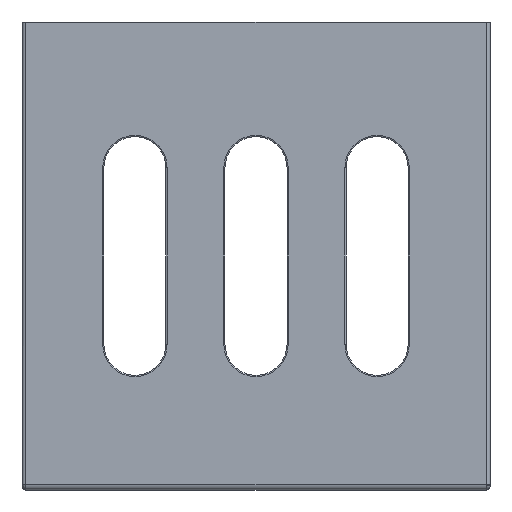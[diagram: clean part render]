
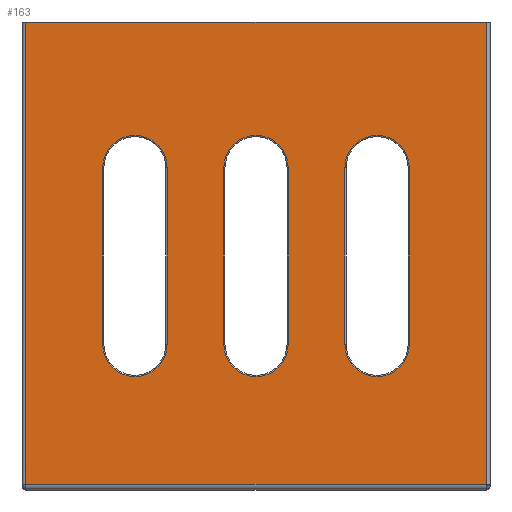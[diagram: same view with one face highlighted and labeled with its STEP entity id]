
A CAD part, front view. The second image highlights one B-rep face of the part: STEP entity #163.
In plain terms, the highlighted planar face has unit normal (0, -1, 0).
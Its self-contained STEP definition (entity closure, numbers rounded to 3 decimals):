
#163 = ADVANCED_FACE( '', ( #419, #420, #421, #422 ), #423, .T. );
#419 = FACE_BOUND( '', #771, .T. );
#420 = FACE_BOUND( '', #772, .T. );
#421 = FACE_BOUND( '', #773, .T. );
#422 = FACE_OUTER_BOUND( '', #774, .T. );
#423 = PLANE( '', #775 );
#771 = EDGE_LOOP( '', ( #1469, #1470, #1471, #1472 ) );
#772 = EDGE_LOOP( '', ( #1473, #1474, #1475, #1476 ) );
#773 = EDGE_LOOP( '', ( #1477, #1478, #1479, #1480 ) );
#774 = EDGE_LOOP( '', ( #1481, #1482, #1483, #1484 ) );
#775 = AXIS2_PLACEMENT_3D( '', #1485, #1486, #1487 );
#1469 = ORIENTED_EDGE( '', *, *, #2370, .T. );
#1470 = ORIENTED_EDGE( '', *, *, #2371, .T. );
#1471 = ORIENTED_EDGE( '', *, *, #2372, .T. );
#1472 = ORIENTED_EDGE( '', *, *, #2373, .T. );
#1473 = ORIENTED_EDGE( '', *, *, #2374, .T. );
#1474 = ORIENTED_EDGE( '', *, *, #2294, .T. );
#1475 = ORIENTED_EDGE( '', *, *, #2375, .T. );
#1476 = ORIENTED_EDGE( '', *, *, #2376, .T. );
#1477 = ORIENTED_EDGE( '', *, *, #2377, .T. );
#1478 = ORIENTED_EDGE( '', *, *, #2378, .T. );
#1479 = ORIENTED_EDGE( '', *, *, #2379, .T. );
#1480 = ORIENTED_EDGE( '', *, *, #2380, .T. );
#1481 = ORIENTED_EDGE( '', *, *, #2381, .T. );
#1482 = ORIENTED_EDGE( '', *, *, #2382, .T. );
#1483 = ORIENTED_EDGE( '', *, *, #2383, .T. );
#1484 = ORIENTED_EDGE( '', *, *, #2367, .T. );
#1485 = CARTESIAN_POINT( '', ( 0., 0., 0. ) );
#1486 = DIRECTION( '', ( 0., -1., 0. ) );
#1487 = DIRECTION( '', ( 0., 0., -1. ) );
#2294 = EDGE_CURVE( '', #2661, #2666, #2668, .T. );
#2367 = EDGE_CURVE( '', #2796, #2794, #2797, .T. );
#2370 = EDGE_CURVE( '', #2800, #2801, #2802, .F. );
#2371 = EDGE_CURVE( '', #2801, #2803, #2804, .T. );
#2372 = EDGE_CURVE( '', #2803, #2805, #2806, .F. );
#2373 = EDGE_CURVE( '', #2805, #2800, #2807, .T. );
#2374 = EDGE_CURVE( '', #2808, #2661, #2809, .F. );
#2375 = EDGE_CURVE( '', #2666, #2810, #2811, .F. );
#2376 = EDGE_CURVE( '', #2810, #2808, #2812, .T. );
#2377 = EDGE_CURVE( '', #2813, #2814, #2815, .F. );
#2378 = EDGE_CURVE( '', #2814, #2816, #2817, .F. );
#2379 = EDGE_CURVE( '', #2816, #2818, #2819, .F. );
#2380 = EDGE_CURVE( '', #2818, #2813, #2820, .F. );
#2381 = EDGE_CURVE( '', #2794, #2821, #2822, .T. );
#2382 = EDGE_CURVE( '', #2821, #2823, #2824, .T. );
#2383 = EDGE_CURVE( '', #2823, #2796, #2825, .T. );
#2661 = VERTEX_POINT( '', #3181 );
#2666 = VERTEX_POINT( '', #3187 );
#2668 = LINE( '', #3189, #3190 );
#2794 = VERTEX_POINT( '', #3395 );
#2796 = VERTEX_POINT( '', #3400 );
#2797 = LINE( '', #3401, #3402 );
#2800 = VERTEX_POINT( '', #3405 );
#2801 = VERTEX_POINT( '', #3406 );
#2802 = CIRCLE( '', #3407, 2.75 );
#2803 = VERTEX_POINT( '', #3408 );
#2804 = LINE( '', #3409, #3410 );
#2805 = VERTEX_POINT( '', #3411 );
#2806 = CIRCLE( '', #3412, 2.75 );
#2807 = LINE( '', #3413, #3414 );
#2808 = VERTEX_POINT( '', #3415 );
#2809 = CIRCLE( '', #3416, 2.75 );
#2810 = VERTEX_POINT( '', #3417 );
#2811 = CIRCLE( '', #3418, 2.75 );
#2812 = LINE( '', #3419, #3420 );
#2813 = VERTEX_POINT( '', #3421 );
#2814 = VERTEX_POINT( '', #3422 );
#2815 = LINE( '', #3423, #3424 );
#2816 = VERTEX_POINT( '', #3425 );
#2817 = CIRCLE( '', #3426, 2.75 );
#2818 = VERTEX_POINT( '', #3427 );
#2819 = LINE( '', #3428, #3429 );
#2820 = CIRCLE( '', #3430, 2.75 );
#2821 = VERTEX_POINT( '', #3431 );
#2822 = LINE( '', #3432, #3433 );
#2823 = VERTEX_POINT( '', #3434 );
#2824 = LINE( '', #3435, #3436 );
#2825 = LINE( '', #3437, #3438 );
#3181 = CARTESIAN_POINT( '', ( 33.1, 0., 27.55 ) );
#3187 = CARTESIAN_POINT( '', ( 33.1, 0., 12.45 ) );
#3189 = CARTESIAN_POINT( '', ( 33.1, 0., 0. ) );
#3190 = VECTOR( '', #4007, 1000. );
#3395 = CARTESIAN_POINT( '', ( 0.3, 0., 0.5 ) );
#3400 = CARTESIAN_POINT( '', ( 0.3, 0., 40. ) );
#3401 = CARTESIAN_POINT( '', ( 0.3, 0., 0. ) );
#3402 = VECTOR( '', #4110, 1000. );
#3405 = CARTESIAN_POINT( '', ( 17.25, 0., 27.55 ) );
#3406 = CARTESIAN_POINT( '', ( 22.75, 0., 27.55 ) );
#3407 = AXIS2_PLACEMENT_3D( '', #4114, #4115, #4116 );
#3408 = CARTESIAN_POINT( '', ( 22.75, 0., 12.45 ) );
#3409 = CARTESIAN_POINT( '', ( 22.75, 0., 0. ) );
#3410 = VECTOR( '', #4117, 1000. );
#3411 = CARTESIAN_POINT( '', ( 17.25, 0., 12.45 ) );
#3412 = AXIS2_PLACEMENT_3D( '', #4118, #4119, #4120 );
#3413 = CARTESIAN_POINT( '', ( 17.25, 0., 0. ) );
#3414 = VECTOR( '', #4121, 1000. );
#3415 = CARTESIAN_POINT( '', ( 27.6, 0., 27.55 ) );
#3416 = AXIS2_PLACEMENT_3D( '', #4122, #4123, #4124 );
#3417 = CARTESIAN_POINT( '', ( 27.6, 0., 12.45 ) );
#3418 = AXIS2_PLACEMENT_3D( '', #4125, #4126, #4127 );
#3419 = CARTESIAN_POINT( '', ( 27.6, 0., 0. ) );
#3420 = VECTOR( '', #4128, 1000. );
#3421 = CARTESIAN_POINT( '', ( 12.4, 0., 27.55 ) );
#3422 = CARTESIAN_POINT( '', ( 12.4, 0., 12.45 ) );
#3423 = CARTESIAN_POINT( '', ( 12.4, 0., 12.45 ) );
#3424 = VECTOR( '', #4129, 1000. );
#3425 = CARTESIAN_POINT( '', ( 6.9, 0., 12.45 ) );
#3426 = AXIS2_PLACEMENT_3D( '', #4130, #4131, #4132 );
#3427 = CARTESIAN_POINT( '', ( 6.9, 0., 27.55 ) );
#3428 = CARTESIAN_POINT( '', ( 6.9, 0., 27.55 ) );
#3429 = VECTOR( '', #4133, 1000. );
#3430 = AXIS2_PLACEMENT_3D( '', #4134, #4135, #4136 );
#3431 = CARTESIAN_POINT( '', ( 39.7, 0., 0.5 ) );
#3432 = CARTESIAN_POINT( '', ( 0., 0., 0.5 ) );
#3433 = VECTOR( '', #4137, 1000. );
#3434 = CARTESIAN_POINT( '', ( 39.7, 0., 40. ) );
#3435 = CARTESIAN_POINT( '', ( 39.7, 0., 0. ) );
#3436 = VECTOR( '', #4138, 1000. );
#3437 = CARTESIAN_POINT( '', ( 40., 0., 40. ) );
#3438 = VECTOR( '', #4139, 1000. );
#4007 = DIRECTION( '', ( 0., 0., -1. ) );
#4110 = DIRECTION( '', ( 0., 0., -1. ) );
#4114 = CARTESIAN_POINT( '', ( 20., 0., 27.55 ) );
#4115 = DIRECTION( '', ( 0., -1., 0. ) );
#4116 = DIRECTION( '', ( 0., 0., -1. ) );
#4117 = DIRECTION( '', ( 0., 0., -1. ) );
#4118 = CARTESIAN_POINT( '', ( 20., 0., 12.45 ) );
#4119 = DIRECTION( '', ( 0., -1., 0. ) );
#4120 = DIRECTION( '', ( 0., 0., -1. ) );
#4121 = DIRECTION( '', ( 0., 0., 1. ) );
#4122 = CARTESIAN_POINT( '', ( 30.35, 0., 27.55 ) );
#4123 = DIRECTION( '', ( 0., -1., 0. ) );
#4124 = DIRECTION( '', ( 0., 0., -1. ) );
#4125 = CARTESIAN_POINT( '', ( 30.35, 0., 12.45 ) );
#4126 = DIRECTION( '', ( 0., -1., 0. ) );
#4127 = DIRECTION( '', ( 0., 0., -1. ) );
#4128 = DIRECTION( '', ( 0., 0., 1. ) );
#4129 = DIRECTION( '', ( 0., 0., 1. ) );
#4130 = CARTESIAN_POINT( '', ( 9.65, 0., 12.45 ) );
#4131 = DIRECTION( '', ( 0., -1., 0. ) );
#4132 = DIRECTION( '', ( 0., 0., -1. ) );
#4133 = DIRECTION( '', ( 0., 0., -1. ) );
#4134 = CARTESIAN_POINT( '', ( 9.65, 0., 27.55 ) );
#4135 = DIRECTION( '', ( 0., -1., 0. ) );
#4136 = DIRECTION( '', ( 0., 0., -1. ) );
#4137 = DIRECTION( '', ( 1., 0., 0. ) );
#4138 = DIRECTION( '', ( 0., 0., 1. ) );
#4139 = DIRECTION( '', ( -1., 0., 0. ) );
